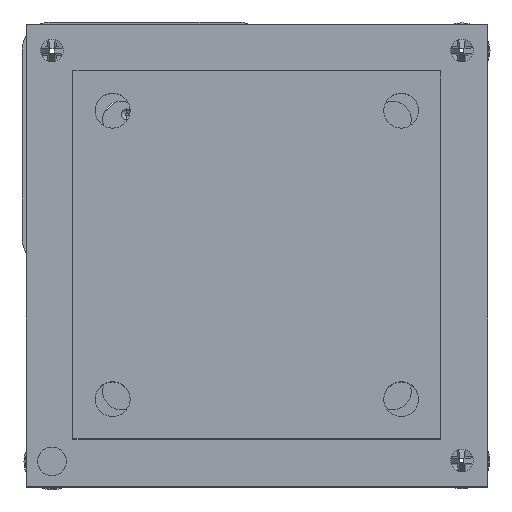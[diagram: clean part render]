
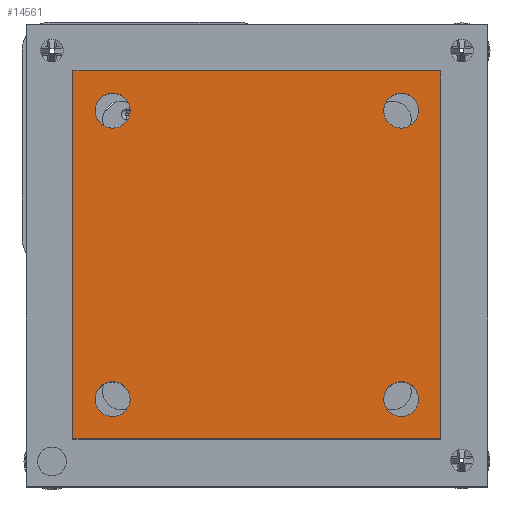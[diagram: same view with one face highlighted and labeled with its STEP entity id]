
A CAD part, top view. The second image highlights one B-rep face of the part: STEP entity #14561.
In plain terms, the highlighted planar face has unit normal (0, 0, 1).
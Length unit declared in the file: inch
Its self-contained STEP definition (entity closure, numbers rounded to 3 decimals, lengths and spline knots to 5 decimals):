
#354 = ORIENTED_EDGE ( 'NONE', *, *, #523, .F. ) ;
#495 = AXIS2_PLACEMENT_3D ( 'NONE', #14375, #4108, #14444 ) ;
#496 = CARTESIAN_POINT ( 'NONE',  ( 0.495, 0.563, 2.1 ) ) ;
#523 = EDGE_CURVE ( 'NONE', #13953, #18086, #1700, .T. ) ;
#694 = CARTESIAN_POINT ( 'NONE',  ( 0.563, 0.563, 2.1 ) ) ;
#698 = VERTEX_POINT ( 'NONE', #5319 ) ;
#942 = CARTESIAN_POINT ( 'NONE',  ( -0.495, -0.563, 2.1 ) ) ;
#958 = DIRECTION ( 'NONE',  ( -1., 0., 0. ) ) ;
#977 = FACE_BOUND ( 'NONE', #3793, .T. ) ;
#1103 = DIRECTION ( 'NONE',  ( 1., 0., 0. ) ) ;
#1186 = AXIS2_PLACEMENT_3D ( 'NONE', #18669, #9899, #1103 ) ;
#1243 = CARTESIAN_POINT ( 'NONE',  ( -0.563, -0.563, 2.1 ) ) ;
#1343 = DIRECTION ( 'NONE',  ( -1., 0., 0. ) ) ;
#1433 = DIRECTION ( 'NONE',  ( 0., -1., 0. ) ) ;
#1498 = CARTESIAN_POINT ( 'NONE',  ( -0.563, 0.563, 2.1 ) ) ;
#1700 = CIRCLE ( 'NONE', #16194, 0.068 ) ;
#1827 = ORIENTED_EDGE ( 'NONE', *, *, #15161, .F. ) ;
#1941 = ORIENTED_EDGE ( 'NONE', *, *, #15556, .F. ) ;
#1942 = VERTEX_POINT ( 'NONE', #14414 ) ;
#2203 = CIRCLE ( 'NONE', #10013, 0.068 ) ;
#2281 = DIRECTION ( 'NONE',  ( 1., 0., 0. ) ) ;
#2301 = EDGE_LOOP ( 'NONE', ( #1827, #16070 ) ) ;
#2303 = ORIENTED_EDGE ( 'NONE', *, *, #9587, .F. ) ;
#2443 = CARTESIAN_POINT ( 'NONE',  ( -0.631, -0.563, 2.1 ) ) ;
#2628 = CARTESIAN_POINT ( 'NONE',  ( 0.718, 0.718, 2.1 ) ) ;
#2725 = DIRECTION ( 'NONE',  ( 1., 0., 0. ) ) ;
#2764 = VECTOR ( 'NONE', #1433, 39.37008 ) ;
#2974 = DIRECTION ( 'NONE',  ( 1., 0., 0. ) ) ;
#3233 = CIRCLE ( 'NONE', #1186, 0.068 ) ;
#3320 = EDGE_CURVE ( 'NONE', #8297, #6216, #13298, .T. ) ;
#3393 = CIRCLE ( 'NONE', #16531, 0.068 ) ;
#3621 = ORIENTED_EDGE ( 'NONE', *, *, #18980, .F. ) ;
#3748 = CARTESIAN_POINT ( 'NONE',  ( 0.563, -0.563, 2.1 ) ) ;
#3793 = EDGE_LOOP ( 'NONE', ( #354, #3621 ) ) ;
#4108 = DIRECTION ( 'NONE',  ( 0., 0., 1. ) ) ;
#4319 = CARTESIAN_POINT ( 'NONE',  ( 0.718, -0.718, 2.1 ) ) ;
#4440 = EDGE_CURVE ( 'NONE', #14397, #1942, #5136, .T. ) ;
#4546 = VERTEX_POINT ( 'NONE', #11844 ) ;
#4876 = FACE_BOUND ( 'NONE', #17553, .T. ) ;
#4971 = CARTESIAN_POINT ( 'NONE',  ( -0.718, 0.718, 2.1 ) ) ;
#5136 = CIRCLE ( 'NONE', #495, 0.068 ) ;
#5247 = CARTESIAN_POINT ( 'NONE',  ( -0.718, -0.718, 2.1 ) ) ;
#5319 = CARTESIAN_POINT ( 'NONE',  ( -0.718, -0.718, 2.1 ) ) ;
#5350 = FACE_BOUND ( 'NONE', #2301, .T. ) ;
#5586 = DIRECTION ( 'NONE',  ( 0., 0., 1. ) ) ;
#5630 = CARTESIAN_POINT ( 'NONE',  ( -0.563, -0.563, 2.1 ) ) ;
#5794 = CIRCLE ( 'NONE', #11747, 0.068 ) ;
#6020 = EDGE_CURVE ( 'NONE', #12254, #4546, #6663, .T. ) ;
#6059 = ORIENTED_EDGE ( 'NONE', *, *, #14384, .F. ) ;
#6216 = VERTEX_POINT ( 'NONE', #9676 ) ;
#6663 = LINE ( 'NONE', #4319, #2764 ) ;
#6731 = VECTOR ( 'NONE', #958, 39.37008 ) ;
#6923 = AXIS2_PLACEMENT_3D ( 'NONE', #694, #9491, #18267 ) ;
#7098 = DIRECTION ( 'NONE',  ( 1., 0., 0. ) ) ;
#7382 = CIRCLE ( 'NONE', #17637, 0.068 ) ;
#7505 = ORIENTED_EDGE ( 'NONE', *, *, #4440, .F. ) ;
#8297 = VERTEX_POINT ( 'NONE', #496 ) ;
#8554 = ORIENTED_EDGE ( 'NONE', *, *, #6020, .F. ) ;
#8655 = PLANE ( 'NONE',  #13452 ) ;
#8710 = ORIENTED_EDGE ( 'NONE', *, *, #15222, .F. ) ;
#8791 = FACE_BOUND ( 'NONE', #18169, .T. ) ;
#9390 = VECTOR ( 'NONE', #9975, 39.37008 ) ;
#9439 = EDGE_CURVE ( 'NONE', #698, #12602, #15598, .T. ) ;
#9465 = ORIENTED_EDGE ( 'NONE', *, *, #3320, .F. ) ;
#9486 = VERTEX_POINT ( 'NONE', #942 ) ;
#9491 = DIRECTION ( 'NONE',  ( 0., 0., 1. ) ) ;
#9587 = EDGE_CURVE ( 'NONE', #12602, #12254, #17201, .T. ) ;
#9676 = CARTESIAN_POINT ( 'NONE',  ( 0.631, 0.563, 2.1 ) ) ;
#9744 = CARTESIAN_POINT ( 'NONE',  ( -0.718, -0.718, 2.1 ) ) ;
#9899 = DIRECTION ( 'NONE',  ( 0., 0., 1. ) ) ;
#9975 = DIRECTION ( 'NONE',  ( 1., 0., 0. ) ) ;
#10013 = AXIS2_PLACEMENT_3D ( 'NONE', #14367, #5586, #15844 ) ;
#10050 = EDGE_CURVE ( 'NONE', #17125, #9486, #3393, .T. ) ;
#10127 = CARTESIAN_POINT ( 'NONE',  ( 0.718, 0.718, 2.1 ) ) ;
#11467 = CARTESIAN_POINT ( 'NONE',  ( -0.718, 0.718, 2.1 ) ) ;
#11519 = DIRECTION ( 'NONE',  ( 0., 0., 1. ) ) ;
#11547 = DIRECTION ( 'NONE',  ( 0., 0., -1. ) ) ;
#11699 = VECTOR ( 'NONE', #15488, 39.37008 ) ;
#11747 = AXIS2_PLACEMENT_3D ( 'NONE', #5630, #15890, #7098 ) ;
#11771 = DIRECTION ( 'NONE',  ( 0., 0., 1. ) ) ;
#11808 = EDGE_LOOP ( 'NONE', ( #8554, #2303, #14632, #6059 ) ) ;
#11844 = CARTESIAN_POINT ( 'NONE',  ( 0.718, -0.718, 2.1 ) ) ;
#12225 = FACE_OUTER_BOUND ( 'NONE', #11808, .T. ) ;
#12254 = VERTEX_POINT ( 'NONE', #2628 ) ;
#12542 = DIRECTION ( 'NONE',  ( 0., 0., 1. ) ) ;
#12602 = VERTEX_POINT ( 'NONE', #4971 ) ;
#13179 = CARTESIAN_POINT ( 'NONE',  ( 0.495, -0.563, 2.1 ) ) ;
#13298 = CIRCLE ( 'NONE', #6923, 0.068 ) ;
#13452 = AXIS2_PLACEMENT_3D ( 'NONE', #10127, #11547, #1343 ) ;
#13953 = VERTEX_POINT ( 'NONE', #17270 ) ;
#14367 = CARTESIAN_POINT ( 'NONE',  ( 0.563, -0.563, 2.1 ) ) ;
#14375 = CARTESIAN_POINT ( 'NONE',  ( -0.563, 0.563, 2.1 ) ) ;
#14384 = EDGE_CURVE ( 'NONE', #4546, #698, #14537, .T. ) ;
#14397 = VERTEX_POINT ( 'NONE', #18525 ) ;
#14414 = CARTESIAN_POINT ( 'NONE',  ( -0.631, 0.563, 2.1 ) ) ;
#14444 = DIRECTION ( 'NONE',  ( 1., 0., 0. ) ) ;
#14537 = LINE ( 'NONE', #9744, #6731 ) ;
#14561 = ADVANCED_FACE ( 'NONE', ( #4876, #8791, #977, #5350, #12225 ), #8655, .F. ) ;
#14632 = ORIENTED_EDGE ( 'NONE', *, *, #9439, .F. ) ;
#15161 = EDGE_CURVE ( 'NONE', #9486, #17125, #5794, .T. ) ;
#15222 = EDGE_CURVE ( 'NONE', #1942, #14397, #7382, .T. ) ;
#15488 = DIRECTION ( 'NONE',  ( 0., 1., 0. ) ) ;
#15556 = EDGE_CURVE ( 'NONE', #6216, #8297, #3233, .T. ) ;
#15598 = LINE ( 'NONE', #5247, #11699 ) ;
#15844 = DIRECTION ( 'NONE',  ( 1., 0., 0. ) ) ;
#15890 = DIRECTION ( 'NONE',  ( 0., 0., 1. ) ) ;
#16070 = ORIENTED_EDGE ( 'NONE', *, *, #10050, .F. ) ;
#16194 = AXIS2_PLACEMENT_3D ( 'NONE', #3748, #12542, #2281 ) ;
#16531 = AXIS2_PLACEMENT_3D ( 'NONE', #1243, #11519, #2725 ) ;
#17125 = VERTEX_POINT ( 'NONE', #2443 ) ;
#17201 = LINE ( 'NONE', #11467, #9390 ) ;
#17270 = CARTESIAN_POINT ( 'NONE',  ( 0.631, -0.563, 2.1 ) ) ;
#17553 = EDGE_LOOP ( 'NONE', ( #7505, #8710 ) ) ;
#17637 = AXIS2_PLACEMENT_3D ( 'NONE', #1498, #11771, #2974 ) ;
#18086 = VERTEX_POINT ( 'NONE', #13179 ) ;
#18169 = EDGE_LOOP ( 'NONE', ( #1941, #9465 ) ) ;
#18267 = DIRECTION ( 'NONE',  ( 1., 0., 0. ) ) ;
#18525 = CARTESIAN_POINT ( 'NONE',  ( -0.495, 0.563, 2.1 ) ) ;
#18669 = CARTESIAN_POINT ( 'NONE',  ( 0.563, 0.563, 2.1 ) ) ;
#18980 = EDGE_CURVE ( 'NONE', #18086, #13953, #2203, .T. ) ;
